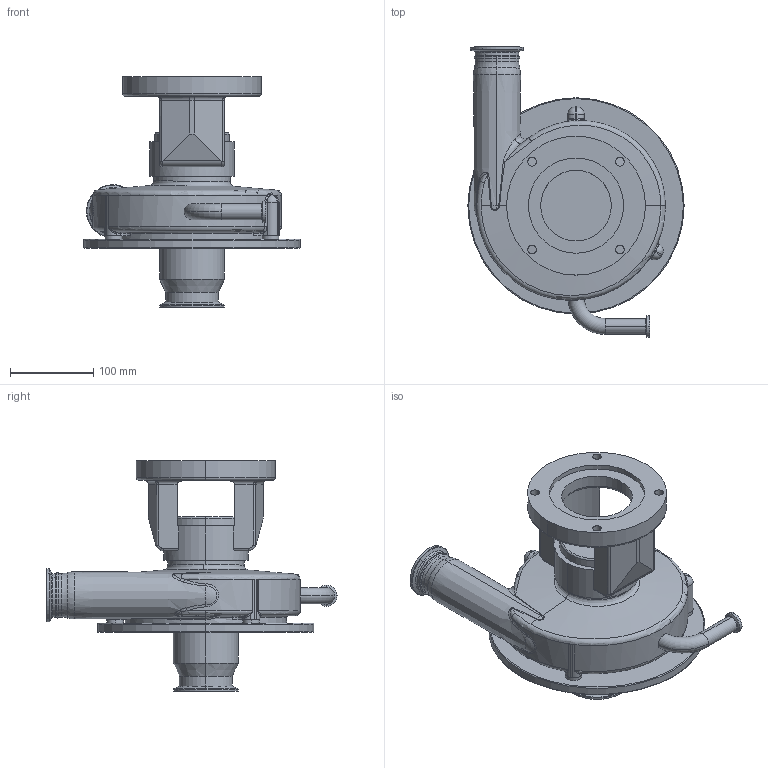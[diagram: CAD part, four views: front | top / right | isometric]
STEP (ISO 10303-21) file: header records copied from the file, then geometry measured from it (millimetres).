
FILE_DESCRIPTION (( 'STEP AP214' ), '1' );
FILE_NAME ('FPR 3531-3532 56-140TC VERT 3-4 IN ELBOW LEFT DRAIN.STEP', '2022-12-20T20:05:02', ( '' ), ( '' ), 'SwSTEP 2.0', 'SolidWorks 2021', '' );
FILE_SCHEMA (( 'AUTOMOTIVE_DESIGN' ));
Length unit declared in the file: millimetre
Products named in the file (1): FPR 3531-3532 56-140TC VERT 3-4 IN ELBOW LEFT DRAIN
Bounding box: 260 x 348.7 x 277.5 mm (x, y, z)
Volume: 3655428.6 mm3; surface area: 405182.7 mm2
Topology: 1 solids, 2 shells, 371 faces, 880 edges, 516 vertices
Faces by surface type: cylinder 125, torus 84, plane 62, bspline 55, cone 33, sphere 12
Entity records: 15716 total; most frequent: CARTESIAN_POINT 7436, DIRECTION 1766, ORIENTED_EDGE 1744, EDGE_CURVE 872, AXIS2_PLACEMENT_3D 765, VERTEX_POINT 515, CIRCLE 448, EDGE_LOOP 401
